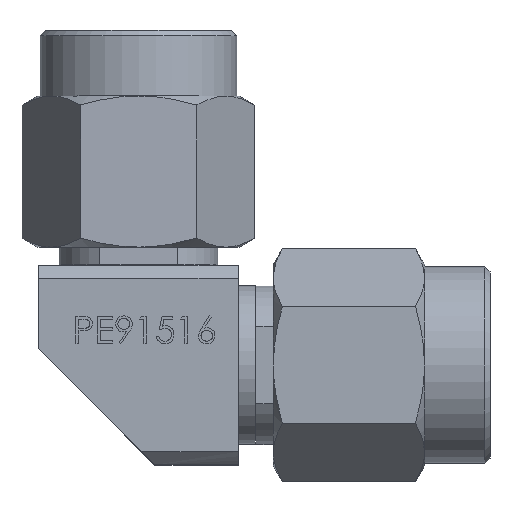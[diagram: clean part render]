
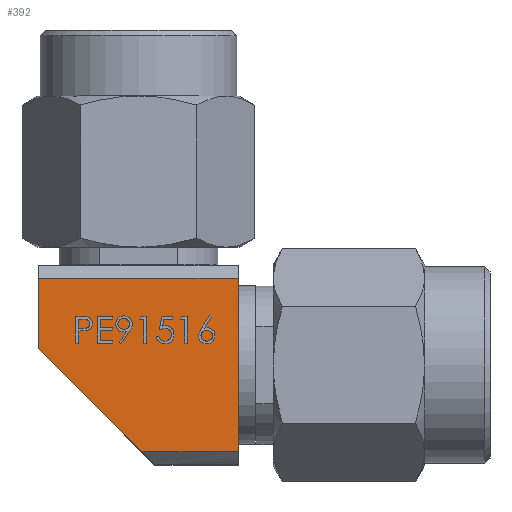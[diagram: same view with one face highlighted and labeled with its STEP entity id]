
A CAD part, top view. The second image highlights one B-rep face of the part: STEP entity #392.
In plain terms, the highlighted planar face has unit normal (0, 0, 1).
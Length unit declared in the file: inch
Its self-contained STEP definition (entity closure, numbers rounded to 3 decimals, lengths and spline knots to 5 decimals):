
#104 = VECTOR ( 'NONE', #7711, 39.37008 ) ;
#311 = CARTESIAN_POINT ( 'NONE',  ( -0.02677, 0.13553, 0.15591 ) ) ;
#392 = ADVANCED_FACE ( 'NONE', ( #6579 ), #2238, .T. ) ;
#472 = VERTEX_POINT ( 'NONE', #5025 ) ;
#938 = CARTESIAN_POINT ( 'NONE',  ( -0.17707, -0.13553, 0.15591 ) ) ;
#1570 = EDGE_CURVE ( 'NONE', #6158, #5245, #5435, .T. ) ;
#1596 = CARTESIAN_POINT ( 'NONE',  ( -0.33858, 0.02598, 0.15591 ) ) ;
#2238 = PLANE ( 'NONE',  #6262 ) ;
#2241 = EDGE_CURVE ( 'NONE', #472, #5245, #3523, .T. ) ;
#2626 = EDGE_CURVE ( 'NONE', #6855, #7718, #4048, .T. ) ;
#2707 = VECTOR ( 'NONE', #6587, 39.37008 ) ;
#2882 = EDGE_CURVE ( 'NONE', #7718, #472, #5214, .T. ) ;
#2903 = CARTESIAN_POINT ( 'NONE',  ( -0.02677, -0.13553, 0.15591 ) ) ;
#3107 = VECTOR ( 'NONE', #4817, 39.37008 ) ;
#3503 = VECTOR ( 'NONE', #5406, 39.37008 ) ;
#3523 = LINE ( 'NONE', #2903, #3503 ) ;
#3554 = CARTESIAN_POINT ( 'NONE',  ( 0., 0., 0.15591 ) ) ;
#3656 = LINE ( 'NONE', #5570, #6069 ) ;
#3665 = ORIENTED_EDGE ( 'NONE', *, *, #2241, .T. ) ;
#4006 = ORIENTED_EDGE ( 'NONE', *, *, #2882, .T. ) ;
#4048 = LINE ( 'NONE', #1596, #2707 ) ;
#4545 = CARTESIAN_POINT ( 'NONE',  ( -0.17707, -0.13553, 0.15591 ) ) ;
#4817 = DIRECTION ( 'NONE',  ( 1., 0., 0. ) ) ;
#5025 = CARTESIAN_POINT ( 'NONE',  ( -0.02677, -0.13553, 0.15591 ) ) ;
#5214 = LINE ( 'NONE', #938, #104 ) ;
#5245 = VERTEX_POINT ( 'NONE', #311 ) ;
#5336 = ORIENTED_EDGE ( 'NONE', *, *, #2626, .T. ) ;
#5406 = DIRECTION ( 'NONE',  ( 0., 1., 0. ) ) ;
#5435 = LINE ( 'NONE', #5559, #3107 ) ;
#5559 = CARTESIAN_POINT ( 'NONE',  ( -0.33858, 0.13553, 0.15591 ) ) ;
#5570 = CARTESIAN_POINT ( 'NONE',  ( -0.33858, 0.13553, 0.15591 ) ) ;
#5624 = EDGE_LOOP ( 'NONE', ( #3665, #7706, #6778, #5336, #4006 ) ) ;
#6006 = CARTESIAN_POINT ( 'NONE',  ( -0.33858, 0.13553, 0.15591 ) ) ;
#6043 = DIRECTION ( 'NONE',  ( 0., 0., 1. ) ) ;
#6069 = VECTOR ( 'NONE', #6226, 39.37008 ) ;
#6158 = VERTEX_POINT ( 'NONE', #6006 ) ;
#6226 = DIRECTION ( 'NONE',  ( 0., -1., 0. ) ) ;
#6262 = AXIS2_PLACEMENT_3D ( 'NONE', #3554, #6043, #7403 ) ;
#6579 = FACE_OUTER_BOUND ( 'NONE', #5624, .T. ) ;
#6587 = DIRECTION ( 'NONE',  ( 0.707, -0.707, 0. ) ) ;
#6778 = ORIENTED_EDGE ( 'NONE', *, *, #8026, .T. ) ;
#6821 = CARTESIAN_POINT ( 'NONE',  ( -0.33858, 0.02598, 0.15591 ) ) ;
#6855 = VERTEX_POINT ( 'NONE', #6821 ) ;
#7403 = DIRECTION ( 'NONE',  ( 1., 0., 0. ) ) ;
#7706 = ORIENTED_EDGE ( 'NONE', *, *, #1570, .F. ) ;
#7711 = DIRECTION ( 'NONE',  ( 1., 0., 0. ) ) ;
#7718 = VERTEX_POINT ( 'NONE', #4545 ) ;
#8026 = EDGE_CURVE ( 'NONE', #6158, #6855, #3656, .T. ) ;
